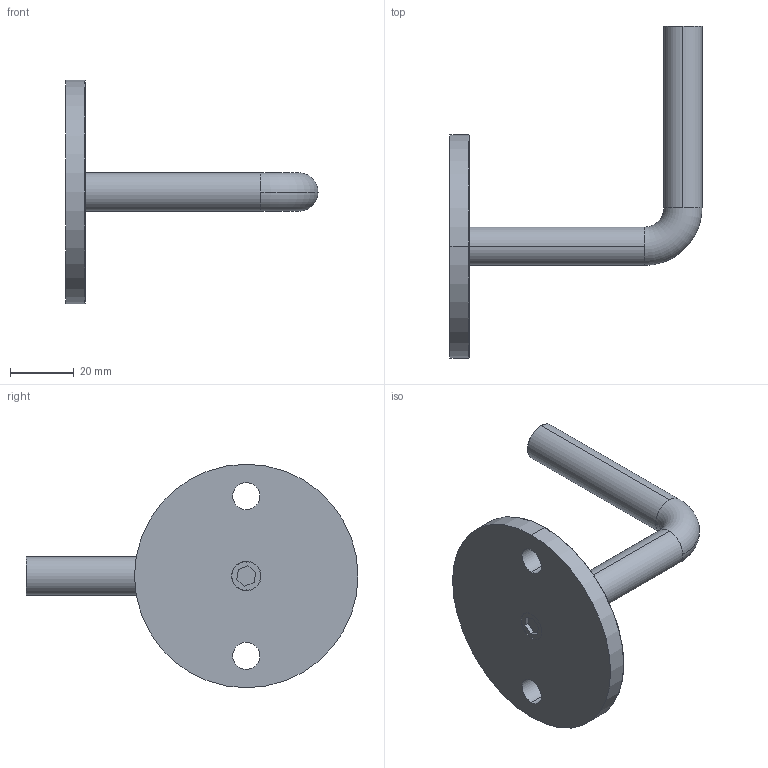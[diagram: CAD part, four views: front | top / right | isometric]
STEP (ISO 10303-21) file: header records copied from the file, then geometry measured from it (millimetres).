
FILE_DESCRIPTION (( 'STEP AP203' ), '1' );
FILE_NAME ('3D_GW2532_70x6_188702560.STEP', '2024-10-15T07:00:32', ( '' ), ( '' ), 'SwSTEP 2.0', 'SolidWorks 2024', '' );
FILE_SCHEMA (( 'CONFIG_CONTROL_DESIGN' ));
Length unit declared in the file: millimetre
Products named in the file (1): 3D_GW2532_70x6_188702560
Bounding box: 79 x 104 x 70 mm (x, y, z)
Volume: 37153.7 mm3; surface area: 14428.5 mm2
Topology: 2 solids, 2 shells, 38 faces, 86 edges, 53 vertices
Faces by surface type: cylinder 14, plane 12, torus 6, cone 6
Entity records: 1145 total; most frequent: DIRECTION 208, CARTESIAN_POINT 176, ORIENTED_EDGE 168, AXIS2_PLACEMENT_3D 85, EDGE_CURVE 84, VERTEX_POINT 53, CIRCLE 46, EDGE_LOOP 45
